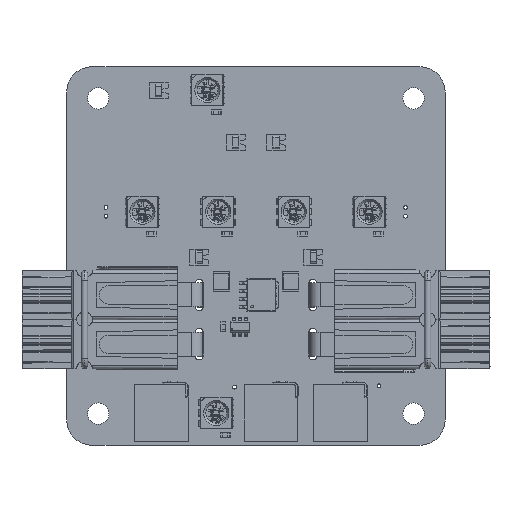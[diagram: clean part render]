
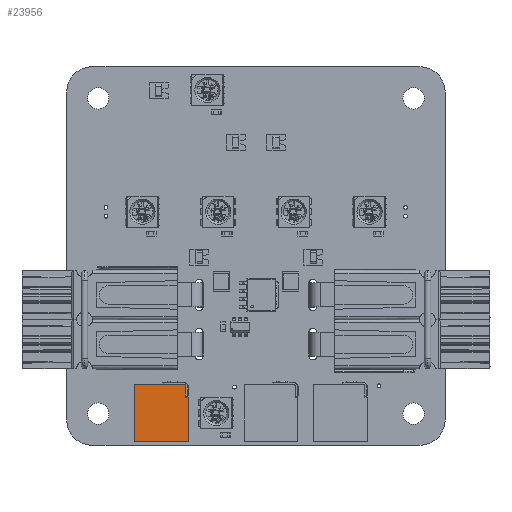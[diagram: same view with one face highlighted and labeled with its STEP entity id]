
A CAD part, top view. The second image highlights one B-rep face of the part: STEP entity #23956.
In plain terms, the highlighted planar face has unit normal (0, 0, 1).
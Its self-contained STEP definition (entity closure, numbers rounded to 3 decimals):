
#23956 = ADVANCED_FACE('',(#23957),#24016,.T.);
#23957 = FACE_BOUND('',#23958,.T.);
#23958 = EDGE_LOOP('',(#23959,#23969,#23977,#23986,#23994,#24002,#24010)
  );
#23959 = ORIENTED_EDGE('',*,*,#23960,.F.);
#23960 = EDGE_CURVE('',#23961,#23963,#23965,.T.);
#23961 = VERTEX_POINT('',#23962);
#23962 = CARTESIAN_POINT('',(2.1,7.,3.));
#23963 = VERTEX_POINT('',#23964);
#23964 = CARTESIAN_POINT('',(2.5,7.,3.));
#23965 = LINE('',#23966,#23967);
#23966 = CARTESIAN_POINT('',(2.5,7.,3.));
#23967 = VECTOR('',#23968,1.);
#23968 = DIRECTION('',(1.,0.,0.));
#23969 = ORIENTED_EDGE('',*,*,#23970,.F.);
#23970 = EDGE_CURVE('',#23971,#23961,#23973,.T.);
#23971 = VERTEX_POINT('',#23972);
#23972 = CARTESIAN_POINT('',(2.1,8.7,3.));
#23973 = LINE('',#23974,#23975);
#23974 = CARTESIAN_POINT('',(2.1,7.,3.));
#23975 = VECTOR('',#23976,1.);
#23976 = DIRECTION('',(0.,-1.,0.));
#23977 = ORIENTED_EDGE('',*,*,#23978,.F.);
#23978 = EDGE_CURVE('',#23979,#23971,#23981,.T.);
#23979 = VERTEX_POINT('',#23980);
#23980 = CARTESIAN_POINT('',(1.8,9.,3.));
#23981 = CIRCLE('',#23982,0.3);
#23982 = AXIS2_PLACEMENT_3D('',#23983,#23984,#23985);
#23983 = CARTESIAN_POINT('',(1.8,8.7,3.));
#23984 = DIRECTION('',(0.,0.,-1.));
#23985 = DIRECTION('',(-1.,0.,0.));
#23986 = ORIENTED_EDGE('',*,*,#23987,.T.);
#23987 = EDGE_CURVE('',#23979,#23988,#23990,.T.);
#23988 = VERTEX_POINT('',#23989);
#23989 = CARTESIAN_POINT('',(-6.,9.,3.));
#23990 = LINE('',#23991,#23992);
#23991 = CARTESIAN_POINT('',(2.5,9.,3.));
#23992 = VECTOR('',#23993,1.);
#23993 = DIRECTION('',(-1.,0.,0.));
#23994 = ORIENTED_EDGE('',*,*,#23995,.T.);
#23995 = EDGE_CURVE('',#23988,#23996,#23998,.T.);
#23996 = VERTEX_POINT('',#23997);
#23997 = CARTESIAN_POINT('',(-6.,0.,3.));
#23998 = LINE('',#23999,#24000);
#23999 = CARTESIAN_POINT('',(-6.,0.,3.));
#24000 = VECTOR('',#24001,1.);
#24001 = DIRECTION('',(0.,-1.,0.));
#24002 = ORIENTED_EDGE('',*,*,#24003,.T.);
#24003 = EDGE_CURVE('',#23996,#24004,#24006,.T.);
#24004 = VERTEX_POINT('',#24005);
#24005 = CARTESIAN_POINT('',(2.5,0.,3.));
#24006 = LINE('',#24007,#24008);
#24007 = CARTESIAN_POINT('',(2.5,0.,3.));
#24008 = VECTOR('',#24009,1.);
#24009 = DIRECTION('',(1.,0.,0.));
#24010 = ORIENTED_EDGE('',*,*,#24011,.T.);
#24011 = EDGE_CURVE('',#24004,#23963,#24012,.T.);
#24012 = LINE('',#24013,#24014);
#24013 = CARTESIAN_POINT('',(2.5,0.,3.));
#24014 = VECTOR('',#24015,1.);
#24015 = DIRECTION('',(0.,1.,0.));
#24016 = PLANE('',#24017);
#24017 = AXIS2_PLACEMENT_3D('',#24018,#24019,#24020);
#24018 = CARTESIAN_POINT('',(2.5,0.,3.));
#24019 = DIRECTION('',(0.,0.,1.));
#24020 = DIRECTION('',(1.,0.,-0.));
